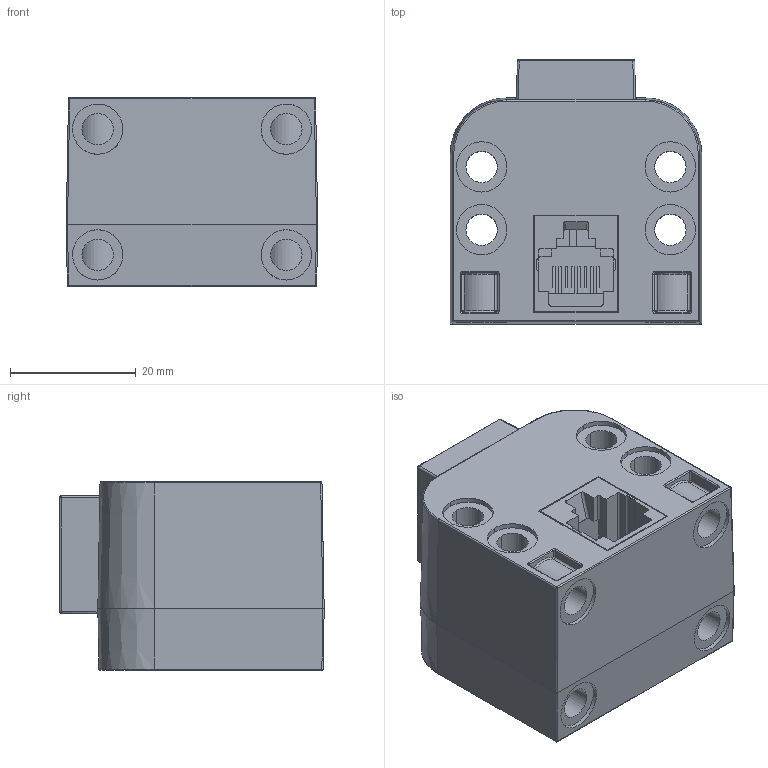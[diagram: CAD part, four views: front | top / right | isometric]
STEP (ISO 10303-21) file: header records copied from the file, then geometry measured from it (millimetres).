
FILE_DESCRIPTION((''),'2;1');
FILE_NAME('BUBETA_ASM','2019-06-10T',('Administrator'),(''),'PRO/ENGINEER BY PARAMETRIC TECHNOLOGY CORPORATION, 2007450','PRO/ENGINEER BY PARAMETRIC TECHNOLOGY CORPORATION, 2007450','');
FILE_SCHEMA(('AUTOMOTIVE_DESIGN_CC2 { 1 2 10303 214 -1 1 5 2 }'));
Length unit declared in the file: millimetre
Products named in the file (13): RESSORT_1LAST_VERSION; BUCA_1_18LAST_VERSION; BUCA_2_19LAST_VERSION; BUMPER_BACK_ASM_2LAST_VERSION_ASM; BUMPER_BUTTON_7LAST_VERSION; BOARD_1LAST_VERSION; ST-1102W-7_1LAST_VERSION; RJ45_144-L_1LAST_VERSION; ANALOG_BUTTON_ASM_1LAST_VERSION_ASM; BUCA_4_1LAST_VERSION; BUMPER_ASM_2LAST_VERSION_ASM; M16; BUBETA_ASM
Assembly tree (13 placements, depth 4):
  BUBETA_ASM
    BUMPER_ASM_2LAST_VERSION_ASM
      RESSORT_1LAST_VERSION
      BUMPER_BACK_ASM_2LAST_VERSION_ASM
        BUCA_1_18LAST_VERSION
        BUCA_2_19LAST_VERSION
      BUMPER_BUTTON_7LAST_VERSION
      ANALOG_BUTTON_ASM_1LAST_VERSION_ASM
        BOARD_1LAST_VERSION
        ST-1102W-7_1LAST_VERSION
        RJ45_144-L_1LAST_VERSION
      BUCA_4_1LAST_VERSION
    M16  x2
Bounding box: 40 x 42.04 x 30 mm (x, y, z)
Volume: 18656.5 mm3; surface area: 25649.8 mm2
Topology: 10 solids, 10 shells, 1004 faces, 2689 edges, 1756 vertices
Faces by surface type: plane 564, cylinder 338, bspline 60, cone 26, torus 12, sphere 4
Entity records: 57397 total; most frequent: CARTESIAN_POINT 24573, ORIENTED_EDGE 5204, DIRECTION 5019, PRESENTATION_STYLE_ASSIGNMENT 2614, STYLED_ITEM 2611, CURVE_STYLE 2602, EDGE_CURVE 2602, VECTOR 1725
